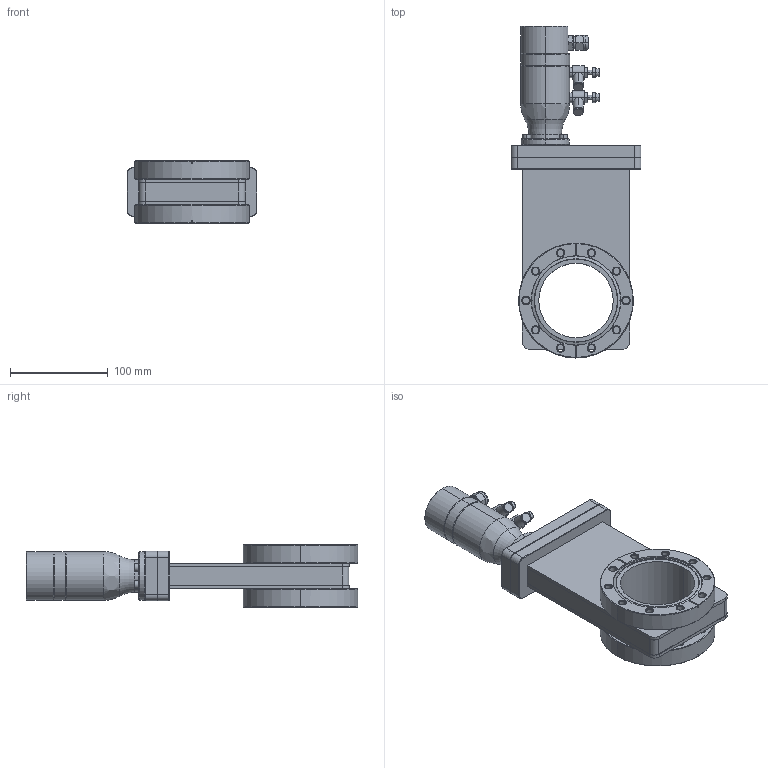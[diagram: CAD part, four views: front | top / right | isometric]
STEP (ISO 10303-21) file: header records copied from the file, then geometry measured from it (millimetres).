
FILE_DESCRIPTION (( 'STEP AP214' ), '1' );
FILE_NAME ('G3000_PNEUMATIC_GATE_VALVE_METAL_SEAL_BONNET.STEP', '2020-02-04T22:39:40', ( 'admin' ), ( 'Microsoft' ), 'SwSTEP 2.0', 'SolidWorks 2016', '' );
FILE_SCHEMA (( 'AUTOMOTIVE_DESIGN' ));
Length unit declared in the file: inch
Products named in the file (1): G3000_PNEUMATIC_GATE_VALVE_METAL_SEAL_BONNET
Bounding box: 133.05 x 339.71 x 64.14 mm (x, y, z)
Volume: 1013650.9 mm3; surface area: 136558.1 mm2
Topology: 1 solids, 1 shells, 644 faces, 1497 edges, 932 vertices
Faces by surface type: plane 303, cylinder 185, cone 138, torus 16, bspline 2
Entity records: 18918 total; most frequent: CARTESIAN_POINT 3830, DIRECTION 3317, ORIENTED_EDGE 2994, EDGE_CURVE 1497, AXIS2_PLACEMENT_3D 1256, VERTEX_POINT 932, VECTOR 805, LINE 805
